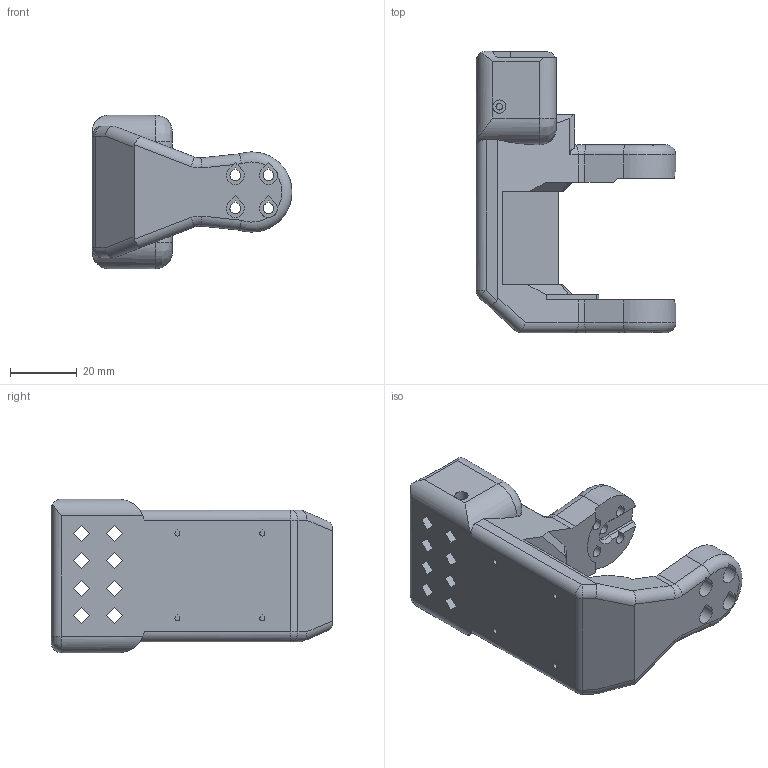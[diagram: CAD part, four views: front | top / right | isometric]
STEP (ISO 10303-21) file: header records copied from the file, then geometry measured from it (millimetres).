
FILE_DESCRIPTION(/* description */ (''),/* implementation_level */ '2;1');
FILE_NAME(/* name */ 'Rotation_Pitch_SO101.step',/* time_stamp */ '2025-04-14T17:47:54+02:00',/* author */ (''),/* organization */ (''),/* preprocessor_version */ 'ST-DEVELOPER v20.1',/* originating_system */ 'Autodesk Translation Framework v14.4.0.0',/* authorisation */ '');
FILE_SCHEMA (('AUTOMOTIVE_DESIGN { 1 0 10303 214 3 1 1 }'));
Length unit declared in the file: millimetre
Products named in the file (1): Rotation_Pitch_SO101
Bounding box: 59.8 x 84.2 x 46 mm (x, y, z)
Volume: 68811.5 mm3; surface area: 18190 mm2
Topology: 1 solids, 1 shells, 229 faces, 651 edges, 419 vertices
Faces by surface type: plane 148, cylinder 63, cone 6, torus 6, bspline 4, sphere 2
Full cylindrical faces by diameter (mm): 2 x2, 4 x2
Entity records: 7647 total; most frequent: CARTESIAN_POINT 1534, ORIENTED_EDGE 1296, DIRECTION 1239, EDGE_CURVE 648, LINE 453, VECTOR 453, VERTEX_POINT 419, AXIS2_PLACEMENT_3D 393
